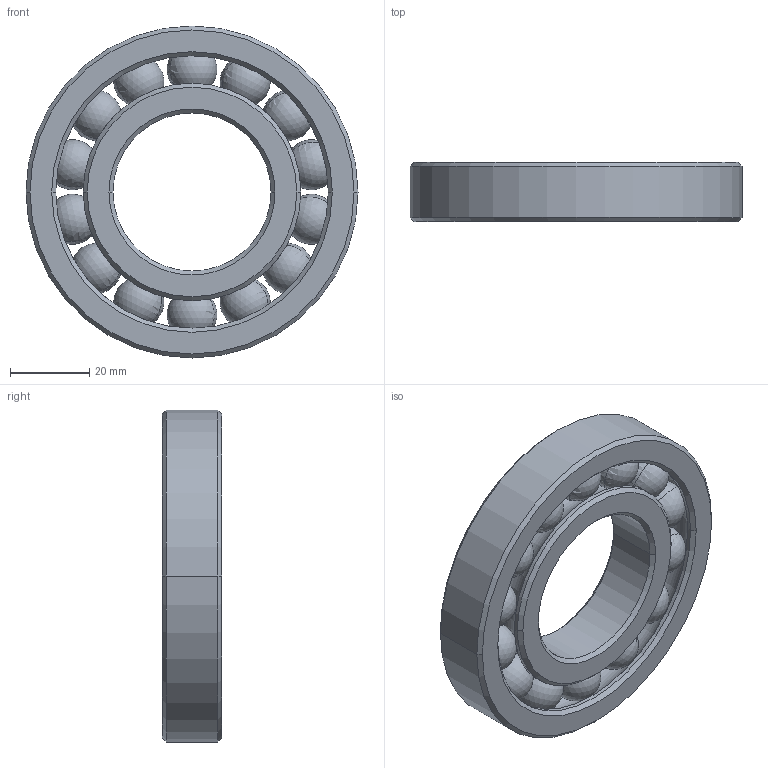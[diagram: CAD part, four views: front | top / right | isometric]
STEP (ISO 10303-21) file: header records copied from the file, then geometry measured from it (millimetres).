
FILE_DESCRIPTION(('CATIA V5 STEP Exchange'),'2;1');
FILE_NAME('CUSCINETTO.stp','2023-04-13T09:49:25+00:00',('none'),('none'),'CATIA Version 5 Release 21 GA (IN-10)','CATIA V5 STEP AP203','none');
FILE_SCHEMA(('CONFIG_CONTROL_DESIGN'));
Length unit declared in the file: millimetre
Products named in the file (1): CUSCINETTO
Assembly tree (2 placements, depth 2):
  CUSCINETTO
    #58
    #970
Bounding box: 84 x 15 x 84 mm (x, y, z)
Volume: 49034.7 mm3; surface area: 24519.1 mm2
Topology: 16 solids, 16 shells, 64 faces, 164 edges, 76 vertices
Faces by surface type: sphere 28, cone 16, cylinder 12, plane 4, torus 4
Entity records: 1433 total; most frequent: CARTESIAN_POINT 228, ORIENTED_EDGE 216, DIRECTION 196, AXIS2_PLACEMENT_3D 124, EDGE_CURVE 108, CIRCLE 80, VERTEX_POINT 76, EDGE_LOOP 68
